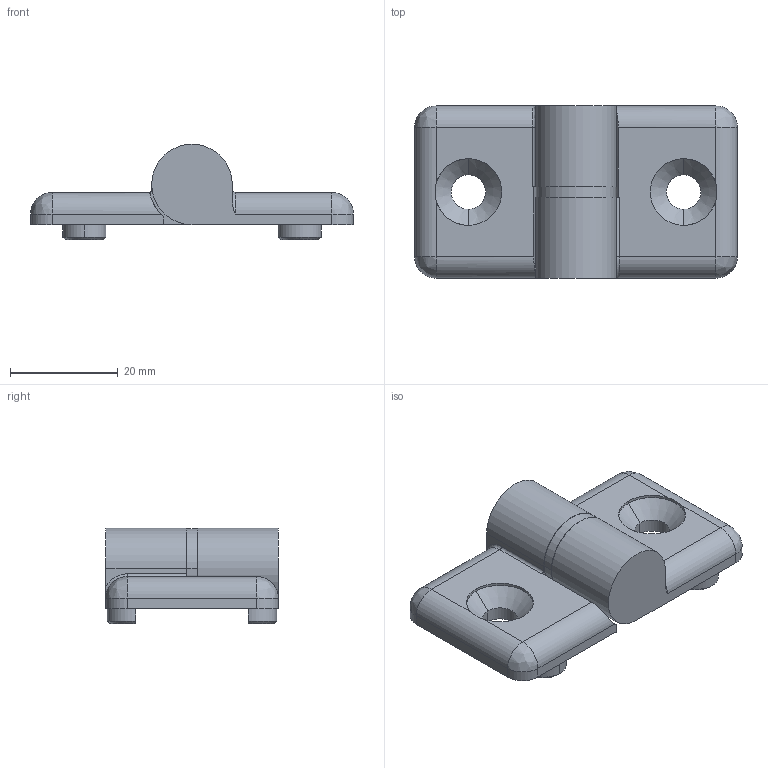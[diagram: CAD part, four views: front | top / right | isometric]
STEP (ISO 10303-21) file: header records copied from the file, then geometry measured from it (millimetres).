
FILE_DESCRIPTION (( 'STEP AP203' ), '1' );
FILE_NAME ('282600012_c_1.STEP', '2023-03-10T04:38:21', ( '' ), ( '' ), 'SwSTEP 2.0', 'SolidWorks 2014', '' );
FILE_SCHEMA (( 'CONFIG_CONTROL_DESIGN' ));
Length unit declared in the file: millimetre
Products named in the file (4): 282600012_c_1; _095020R (0)_3; _095020R (0)_1; _095020R (0)_2
Assembly tree (3 placements, depth 2):
  282600012_c_1
    _095020R (0)_1
    _095020R (0)_2
    _095020R (0)_3
Bounding box: 60 x 32 x 17.8 mm (x, y, z)
Volume: 13088.8 mm3; surface area: 7944.8 mm2
Topology: 3 solids, 3 shells, 126 faces, 306 edges, 190 vertices
Faces by surface type: cylinder 54, plane 52, cone 14, bspline 6
Entity records: 4264 total; most frequent: CARTESIAN_POINT 868, DIRECTION 658, ORIENTED_EDGE 604, EDGE_CURVE 302, AXIS2_PLACEMENT_3D 246, VERTEX_POINT 190, LINE 166, VECTOR 166
